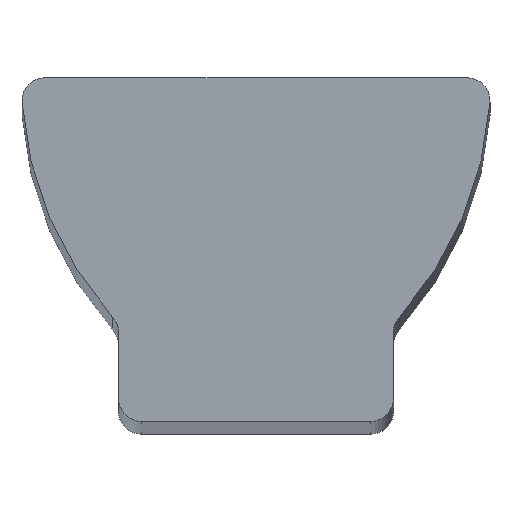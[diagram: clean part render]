
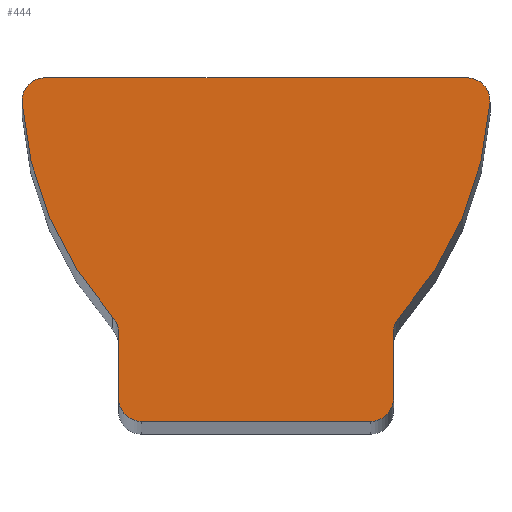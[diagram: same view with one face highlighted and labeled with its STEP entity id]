
A CAD part, top view. The second image highlights one B-rep face of the part: STEP entity #444.
In plain terms, the highlighted planar face has unit normal (0, 0, 1).
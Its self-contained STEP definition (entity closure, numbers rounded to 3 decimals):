
#1 = AXIS2_PLACEMENT_3D ( 'NONE', #213, #176, #44 ) ;
#4 = PLANE ( 'NONE',  #237 ) ;
#7 = DIRECTION ( 'NONE',  ( 0., 0., 1. ) ) ;
#8 = DIRECTION ( 'NONE',  ( 0., 0., -1. ) ) ;
#9 = CIRCLE ( 'NONE', #39, 1.587 ) ;
#12 = VERTEX_POINT ( 'NONE', #216 ) ;
#13 = CARTESIAN_POINT ( 'NONE',  ( 14.627, 22.212, 508. ) ) ;
#14 = CARTESIAN_POINT ( 'NONE',  ( -9.93, 7.223, 508. ) ) ;
#16 = ORIENTED_EDGE ( 'NONE', *, *, #41, .T. ) ;
#17 = EDGE_CURVE ( 'NONE', #18, #378, #9, .T. ) ;
#18 = VERTEX_POINT ( 'NONE', #398 ) ;
#19 = CIRCLE ( 'NONE', #159, 1.588 ) ;
#21 = ORIENTED_EDGE ( 'NONE', *, *, #184, .T. ) ;
#27 = VERTEX_POINT ( 'NONE', #345 ) ;
#31 = CIRCLE ( 'NONE', #246, 1.588 ) ;
#39 = AXIS2_PLACEMENT_3D ( 'NONE', #262, #219, #425 ) ;
#40 = VERTEX_POINT ( 'NONE', #258 ) ;
#41 = EDGE_CURVE ( 'NONE', #256, #460, #19, .T. ) ;
#42 = LINE ( 'NONE', #257, #283 ) ;
#44 = DIRECTION ( 'NONE',  ( -1., 0., 0. ) ) ;
#63 = EDGE_CURVE ( 'NONE', #112, #27, #234, .T. ) ;
#76 = EDGE_CURVE ( 'NONE', #364, #161, #244, .T. ) ;
#77 = VERTEX_POINT ( 'NONE', #389 ) ;
#80 = CARTESIAN_POINT ( 'NONE',  ( -9.525, 1.587, 508. ) ) ;
#86 = CARTESIAN_POINT ( 'NONE',  ( -9.525, 6.164, 508. ) ) ;
#87 = CARTESIAN_POINT ( 'NONE',  ( -14.627, 22.212, 508. ) ) ;
#91 = ORIENTED_EDGE ( 'NONE', *, *, #126, .T. ) ;
#93 = DIRECTION ( 'NONE',  ( 0., 1., 0. ) ) ;
#94 = CARTESIAN_POINT ( 'NONE',  ( 9.93, 7.223, 508. ) ) ;
#100 = DIRECTION ( 'NONE',  ( 1., 0., 0. ) ) ;
#109 = VECTOR ( 'NONE', #93, 1000. ) ;
#112 = VERTEX_POINT ( 'NONE', #296 ) ;
#119 = CARTESIAN_POINT ( 'NONE',  ( -16.214, 22.212, 508. ) ) ;
#126 = EDGE_CURVE ( 'NONE', #378, #77, #281, .T. ) ;
#129 = DIRECTION ( 'NONE',  ( 1., 0., 0. ) ) ;
#131 = EDGE_CURVE ( 'NONE', #460, #12, #465, .T. ) ;
#135 = DIRECTION ( 'NONE',  ( 0., 0., 1. ) ) ;
#140 = DIRECTION ( 'NONE',  ( -1., 0., 0. ) ) ;
#146 = ORIENTED_EDGE ( 'NONE', *, *, #414, .T. ) ;
#151 = VECTOR ( 'NONE', #140, 1000. ) ;
#159 = AXIS2_PLACEMENT_3D ( 'NONE', #303, #8, #551 ) ;
#161 = VERTEX_POINT ( 'NONE', #94 ) ;
#165 = DIRECTION ( 'NONE',  ( 1., 0., 0. ) ) ;
#170 = ORIENTED_EDGE ( 'NONE', *, *, #17, .T. ) ;
#175 = CARTESIAN_POINT ( 'NONE',  ( -14.627, 22.212, 508. ) ) ;
#176 = DIRECTION ( 'NONE',  ( 0., 0., -1. ) ) ;
#184 = EDGE_CURVE ( 'NONE', #161, #40, #351, .T. ) ;
#211 = DIRECTION ( 'NONE',  ( 0., -1., 0. ) ) ;
#213 = CARTESIAN_POINT ( 'NONE',  ( 11.113, 6.164, 508. ) ) ;
#214 = AXIS2_PLACEMENT_3D ( 'NONE', #519, #240, #370 ) ;
#216 = CARTESIAN_POINT ( 'NONE',  ( -9.525, 1.587, 508. ) ) ;
#217 = EDGE_CURVE ( 'NONE', #419, #18, #308, .T. ) ;
#218 = DIRECTION ( 'NONE',  ( 0., 0., 1. ) ) ;
#219 = DIRECTION ( 'NONE',  ( 0., 0., 1. ) ) ;
#224 = ORIENTED_EDGE ( 'NONE', *, *, #339, .T. ) ;
#225 = EDGE_CURVE ( 'NONE', #12, #357, #464, .T. ) ;
#229 = ORIENTED_EDGE ( 'NONE', *, *, #63, .T. ) ;
#234 = CIRCLE ( 'NONE', #302, 1.588 ) ;
#237 = AXIS2_PLACEMENT_3D ( 'NONE', #175, #348, #472 ) ;
#240 = DIRECTION ( 'NONE',  ( 0., 0., 1. ) ) ;
#241 = ORIENTED_EDGE ( 'NONE', *, *, #76, .T. ) ;
#244 = CIRCLE ( 'NONE', #1, 1.588 ) ;
#246 = AXIS2_PLACEMENT_3D ( 'NONE', #13, #218, #520 ) ;
#256 = VERTEX_POINT ( 'NONE', #14 ) ;
#257 = CARTESIAN_POINT ( 'NONE',  ( -7.938, 0., 508. ) ) ;
#258 = CARTESIAN_POINT ( 'NONE',  ( 16.211, 22.104, 508. ) ) ;
#259 = CARTESIAN_POINT ( 'NONE',  ( 9.525, 1.587, 508. ) ) ;
#262 = CARTESIAN_POINT ( 'NONE',  ( -14.627, 22.212, 508. ) ) ;
#263 = AXIS2_PLACEMENT_3D ( 'NONE', #268, #479, #100 ) ;
#268 = CARTESIAN_POINT ( 'NONE',  ( 8.576, 23.8, 508. ) ) ;
#281 = CIRCLE ( 'NONE', #448, 1.587 ) ;
#283 = VECTOR ( 'NONE', #165, 1000. ) ;
#286 = ORIENTED_EDGE ( 'NONE', *, *, #466, .T. ) ;
#289 = DIRECTION ( 'NONE',  ( -1., 0., 0. ) ) ;
#291 = CARTESIAN_POINT ( 'NONE',  ( 7.938, 1.587, 508. ) ) ;
#296 = CARTESIAN_POINT ( 'NONE',  ( 7.938, 0., 508. ) ) ;
#302 = AXIS2_PLACEMENT_3D ( 'NONE', #291, #7, #129 ) ;
#303 = CARTESIAN_POINT ( 'NONE',  ( -11.113, 6.164, 508. ) ) ;
#308 = LINE ( 'NONE', #359, #151 ) ;
#329 = DIRECTION ( 'NONE',  ( 0., 0., 1. ) ) ;
#339 = EDGE_CURVE ( 'NONE', #357, #112, #42, .T. ) ;
#345 = CARTESIAN_POINT ( 'NONE',  ( 9.525, 1.587, 508. ) ) ;
#348 = DIRECTION ( 'NONE',  ( 0., 0., -1. ) ) ;
#351 = CIRCLE ( 'NONE', #214, 24.845 ) ;
#357 = VERTEX_POINT ( 'NONE', #470 ) ;
#359 = CARTESIAN_POINT ( 'NONE',  ( -14.627, 23.8, 508. ) ) ;
#364 = VERTEX_POINT ( 'NONE', #428 ) ;
#370 = DIRECTION ( 'NONE',  ( -1., 0., 0. ) ) ;
#378 = VERTEX_POINT ( 'NONE', #119 ) ;
#389 = CARTESIAN_POINT ( 'NONE',  ( -16.211, 22.104, 508. ) ) ;
#390 = VECTOR ( 'NONE', #211, 1000. ) ;
#391 = FACE_OUTER_BOUND ( 'NONE', #505, .T. ) ;
#393 = CIRCLE ( 'NONE', #263, 24.845 ) ;
#397 = CARTESIAN_POINT ( 'NONE',  ( 14.627, 23.8, 508. ) ) ;
#398 = CARTESIAN_POINT ( 'NONE',  ( -14.627, 23.8, 508. ) ) ;
#409 = EDGE_CURVE ( 'NONE', #77, #256, #393, .T. ) ;
#414 = EDGE_CURVE ( 'NONE', #40, #419, #31, .T. ) ;
#416 = ORIENTED_EDGE ( 'NONE', *, *, #217, .T. ) ;
#419 = VERTEX_POINT ( 'NONE', #397 ) ;
#425 = DIRECTION ( 'NONE',  ( -1., 0., 0. ) ) ;
#428 = CARTESIAN_POINT ( 'NONE',  ( 9.525, 6.164, 508. ) ) ;
#444 = ADVANCED_FACE ( 'NONE', ( #391 ), #4, .F. ) ;
#445 = ORIENTED_EDGE ( 'NONE', *, *, #131, .T. ) ;
#448 = AXIS2_PLACEMENT_3D ( 'NONE', #87, #135, #289 ) ;
#458 = ORIENTED_EDGE ( 'NONE', *, *, #225, .T. ) ;
#460 = VERTEX_POINT ( 'NONE', #86 ) ;
#464 = CIRCLE ( 'NONE', #535, 1.588 ) ;
#465 = LINE ( 'NONE', #80, #390 ) ;
#466 = EDGE_CURVE ( 'NONE', #27, #364, #481, .T. ) ;
#470 = CARTESIAN_POINT ( 'NONE',  ( -7.938, 0., 508. ) ) ;
#472 = DIRECTION ( 'NONE',  ( -1., 0., 0. ) ) ;
#479 = DIRECTION ( 'NONE',  ( 0., 0., 1. ) ) ;
#480 = CARTESIAN_POINT ( 'NONE',  ( -7.938, 1.587, 508. ) ) ;
#481 = LINE ( 'NONE', #259, #109 ) ;
#498 = DIRECTION ( 'NONE',  ( 1., 0., 0. ) ) ;
#505 = EDGE_LOOP ( 'NONE', ( #170, #91, #523, #16, #445, #458, #224, #229, #286, #241, #21, #146, #416 ) ) ;
#519 = CARTESIAN_POINT ( 'NONE',  ( -8.576, 23.8, 508. ) ) ;
#520 = DIRECTION ( 'NONE',  ( -1., 0., 0. ) ) ;
#523 = ORIENTED_EDGE ( 'NONE', *, *, #409, .T. ) ;
#535 = AXIS2_PLACEMENT_3D ( 'NONE', #480, #329, #498 ) ;
#551 = DIRECTION ( 'NONE',  ( -1., 0., 0. ) ) ;
